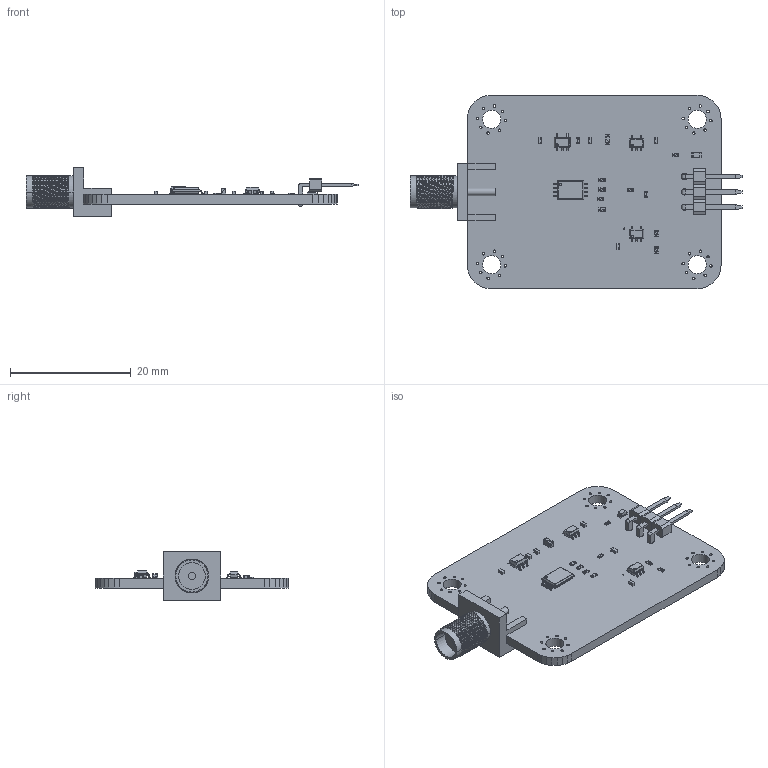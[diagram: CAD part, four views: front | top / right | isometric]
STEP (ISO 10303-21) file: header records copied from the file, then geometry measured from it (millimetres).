
FILE_DESCRIPTION(('for SolidWorks'),'2;1');
FILE_NAME('ORP-Gravity.step','2023-10-24T14:59:35',('Efrem-PC'), (''),'Open CASCADE STEP processor 6.6','DipTrace','Unknown');
FILE_SCHEMA(('AUTOMOTIVE_DESIGN { 1 0 10303 214 1 1 1 1 }'));
Length unit declared in the file: millimetre
Products named in the file (12): PCB_ORP-Gravity; Board_ORP-Gravity; hdr-1x3th_1.27_4x5; sot353v1; cap_0402; apt1608; tssop-8; SMA_edge_mount; cap_0603; res_0402
Assembly tree (23 placements, depth 2):
  PCB_ORP-Gravity
    Board_ORP-Gravity
    hdr-1x3th_1.27_4x5
    sot353v1
    sot353v1
    sot353v1
    cap_0402  x6
    apt1608
    tssop-8
    SMA_edge_mount
    cap_0603
    res_0402  x8
Bounding box: 54.88 x 32 x 8 mm (x, y, z)
Volume: 2381.7 mm3; surface area: 3829.4 mm2
Topology: 17 solids, 50 shells, 2269 faces, 4626 edges, 2474 vertices
Faces by surface type: plane 1714, bspline 371, cylinder 184
Full cylindrical faces by diameter (mm): 0.2 x1, 0.33 x1, 0.345 x1, 0.39 x1, 0.4 x33, 1.05 x3, 3 x4
Entity records: 52197 total; most frequent: CARTESIAN_POINT 19820, ORIENTED_EDGE 5544, DIRECTION 3667, EDGE_CURVE 2772, VERTEX_POINT 1686, LINE 1533, VECTOR 1533, FACE_BOUND 1330
